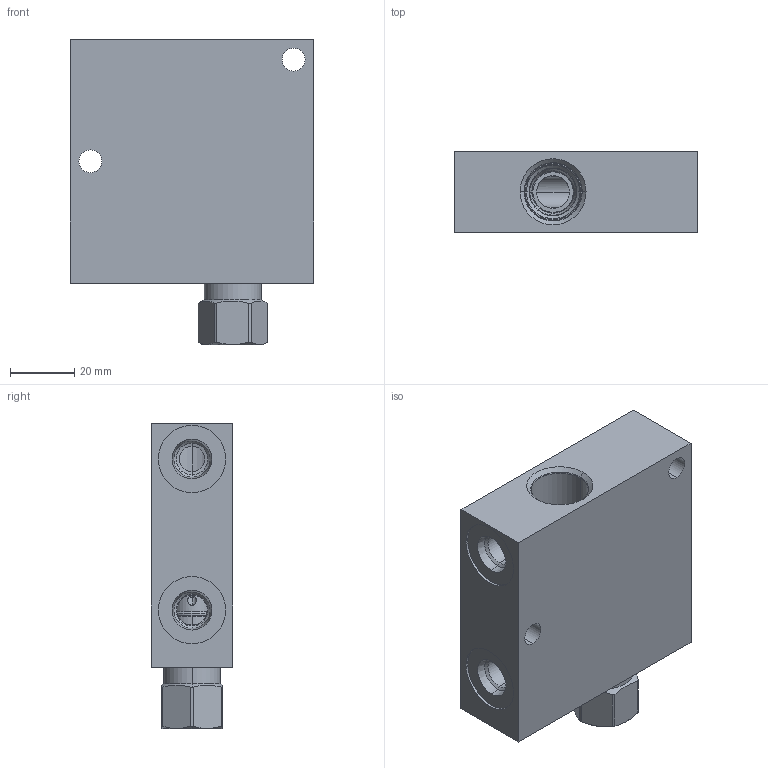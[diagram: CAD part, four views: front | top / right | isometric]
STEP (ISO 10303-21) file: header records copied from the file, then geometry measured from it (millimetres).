
FILE_DESCRIPTION((''),'2;1');
FILE_NAME('J2H_ASM','2020-02-25T',('ProEService'),(''),'PRO/ENGINEER BY PARAMETRIC TECHNOLOGY CORPORATION, 2014200','PRO/ENGINEER BY PARAMETRIC TECHNOLOGY CORPORATION, 2014200','');
FILE_SCHEMA(('CONFIG_CONTROL_DESIGN'));
Length unit declared in the file: inch
Products named in the file (3): 158-481-003; CXADXCN; J2H_ASM
Assembly tree (2 placements, depth 2):
  J2H_ASM
    158-481-003
    CXADXCN
Bounding box: 76.2 x 25.4 x 95.4 mm (x, y, z)
Volume: 129796.7 mm3; surface area: 31665 mm2
Topology: 4 solids, 4 shells, 226 faces, 793 edges, 673 vertices
Faces by surface type: cylinder 97, cone 60, plane 31, torus 30, revolution 8
Entity records: 9878 total; most frequent: CARTESIAN_POINT 3197, DIRECTION 1411, ORIENTED_EDGE 1058, EDGE_CURVE 529, AXIS2_PLACEMENT_3D 483, VECTOR 437, LINE 437, VERTEX_POINT 314
